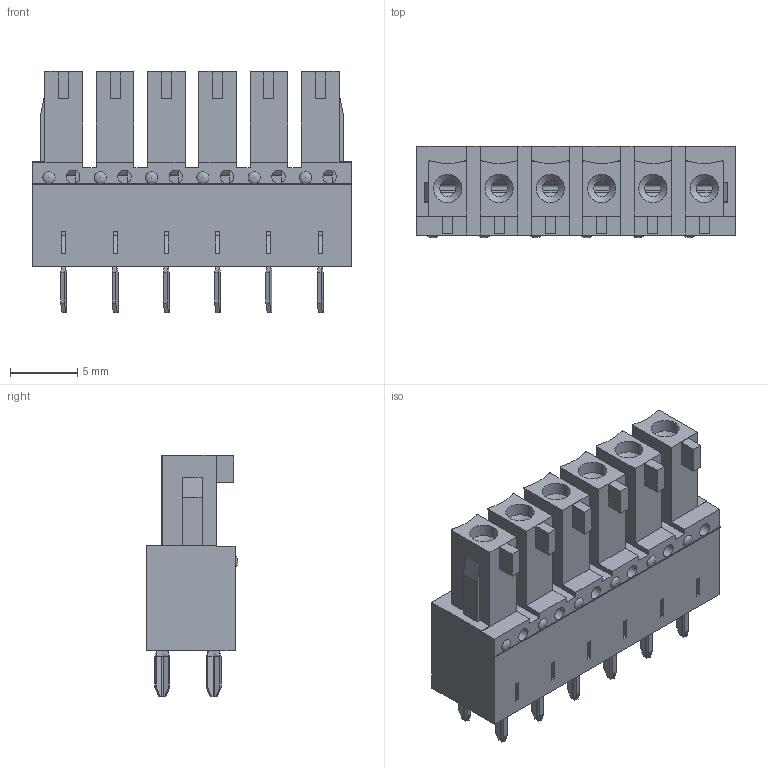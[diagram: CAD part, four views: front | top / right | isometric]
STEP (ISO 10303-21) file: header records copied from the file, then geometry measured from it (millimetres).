
FILE_DESCRIPTION( ( 'Unknown' ), '1' );
FILE_NAME( '691307300006.stp', 'Unknown', ( 'Unknown' ), ( 'Unknown' ), 'PSStep 18.0.17', 'Unknown', ' ' );
FILE_SCHEMA( ( 'AUTOMOTIVE_DESIGN { 1 0 10303 214 1 1 1 1 }' ) );
Length unit declared in the file: millimetre
Products named in the file (3): Assem1; 6913073000xx_Pin; 691307300006
Assembly tree (7 placements, depth 2):
  Assem1
    6913073000xx_Pin  x6
    691307300006
Bounding box: 23.65 x 6.8 x 17.9 mm (x, y, z)
Volume: 987.4 mm3; surface area: 3371.5 mm2
Topology: 7 solids, 7 shells, 1068 faces, 2964 edges, 1904 vertices
Faces by surface type: plane 826, cylinder 182, bspline 48, revolution 6, cone 6
Full cylindrical faces by diameter (mm): 1 x6, 1.2 x6, 2.1 x6
Entity records: 22339 total; most frequent: CARTESIAN_POINT 3400, ORIENTED_EDGE 3098, DIRECTION 2779, EDGE_CURVE 1549, LINE 1379, VECTOR 1379, VERTEX_POINT 1030, AXIS2_PLACEMENT_3D 697
